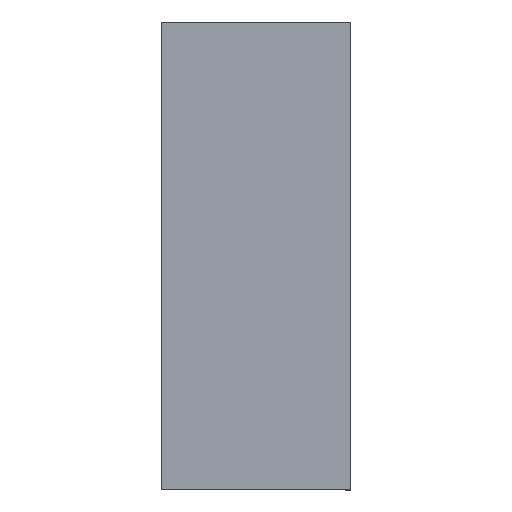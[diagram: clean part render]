
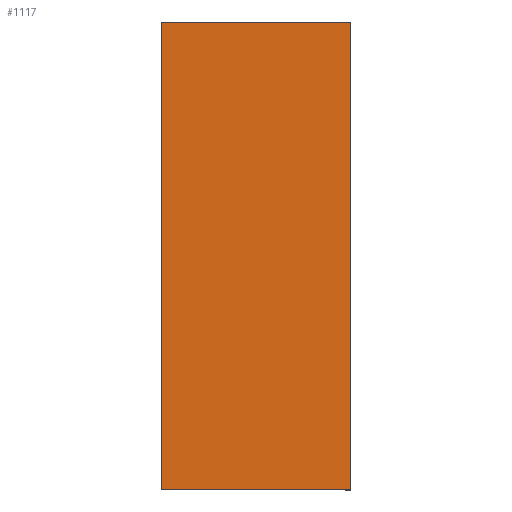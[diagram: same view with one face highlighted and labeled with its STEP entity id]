
A CAD part, top view. The second image highlights one B-rep face of the part: STEP entity #1117.
In plain terms, the highlighted planar face has unit normal (0, 0, 1).
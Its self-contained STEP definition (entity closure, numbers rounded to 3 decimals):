
#33 = CARTESIAN_POINT ( 'NONE',  ( 0., 113.5, 0. ) ) ;
#47 = LINE ( 'NONE', #488, #284 ) ;
#186 = CARTESIAN_POINT ( 'NONE',  ( 0., 113.5, 0. ) ) ;
#233 = EDGE_CURVE ( 'NONE', #763, #1252, #47, .T. ) ;
#284 = VECTOR ( 'NONE', #1133, 1000. ) ;
#289 = ORIENTED_EDGE ( 'NONE', *, *, #1183, .T. ) ;
#307 = DIRECTION ( 'NONE',  ( 1., 0., 0. ) ) ;
#328 = LINE ( 'NONE', #33, #871 ) ;
#346 = ORIENTED_EDGE ( 'NONE', *, *, #1393, .T. ) ;
#379 = VECTOR ( 'NONE', #389, 1000. ) ;
#383 = CARTESIAN_POINT ( 'NONE',  ( 0., 0., 0. ) ) ;
#389 = DIRECTION ( 'NONE',  ( 0., 1., 0. ) ) ;
#442 = DIRECTION ( 'NONE',  ( -1., 0., 0. ) ) ;
#468 = ORIENTED_EDGE ( 'NONE', *, *, #233, .T. ) ;
#488 = CARTESIAN_POINT ( 'NONE',  ( -46., 0., 0. ) ) ;
#497 = LINE ( 'NONE', #383, #379 ) ;
#521 = CARTESIAN_POINT ( 'NONE',  ( 0., 0., 0. ) ) ;
#527 = DIRECTION ( 'NONE',  ( 1., 0., 0. ) ) ;
#613 = ORIENTED_EDGE ( 'NONE', *, *, #1247, .T. ) ;
#648 = LINE ( 'NONE', #970, #938 ) ;
#655 = FACE_OUTER_BOUND ( 'NONE', #1373, .T. ) ;
#665 = CARTESIAN_POINT ( 'NONE',  ( -46., 0., 0. ) ) ;
#670 = VERTEX_POINT ( 'NONE', #1028 ) ;
#763 = VERTEX_POINT ( 'NONE', #1249 ) ;
#871 = VECTOR ( 'NONE', #442, 1000. ) ;
#918 = AXIS2_PLACEMENT_3D ( 'NONE', #521, #1397, #527 ) ;
#938 = VECTOR ( 'NONE', #307, 1000. ) ;
#956 = PLANE ( 'NONE',  #918 ) ;
#970 = CARTESIAN_POINT ( 'NONE',  ( 0., 0., 0. ) ) ;
#1028 = CARTESIAN_POINT ( 'NONE',  ( 0., 0., 0. ) ) ;
#1065 = VERTEX_POINT ( 'NONE', #186 ) ;
#1117 = ADVANCED_FACE ( 'NONE', ( #655 ), #956, .T. ) ;
#1133 = DIRECTION ( 'NONE',  ( 0., -1., 0. ) ) ;
#1183 = EDGE_CURVE ( 'NONE', #1252, #670, #648, .T. ) ;
#1247 = EDGE_CURVE ( 'NONE', #1065, #763, #328, .T. ) ;
#1249 = CARTESIAN_POINT ( 'NONE',  ( -46., 113.5, 0. ) ) ;
#1252 = VERTEX_POINT ( 'NONE', #665 ) ;
#1373 = EDGE_LOOP ( 'NONE', ( #346, #613, #468, #289 ) ) ;
#1393 = EDGE_CURVE ( 'NONE', #670, #1065, #497, .T. ) ;
#1397 = DIRECTION ( 'NONE',  ( 0., 0., 1. ) ) ;
